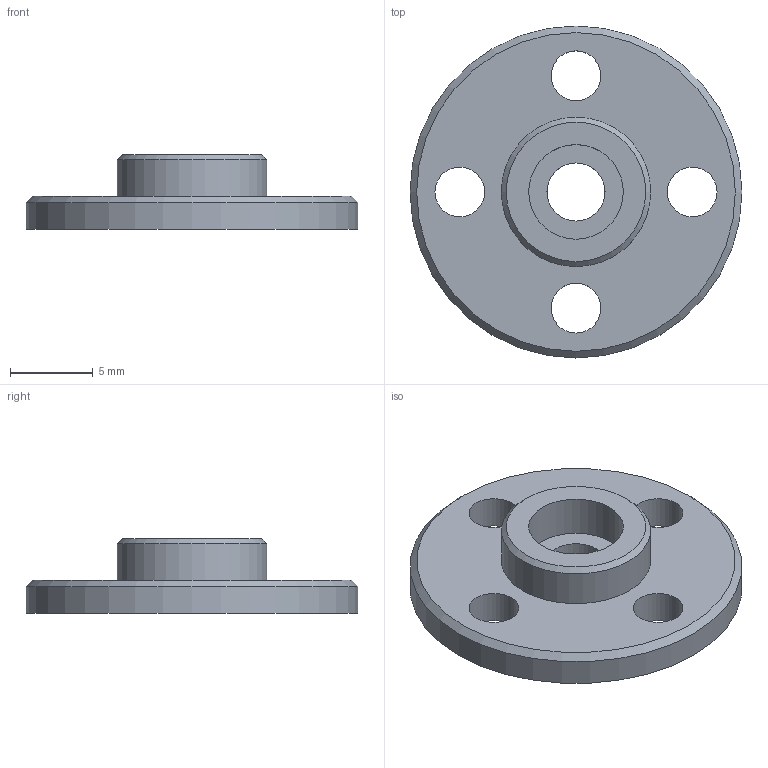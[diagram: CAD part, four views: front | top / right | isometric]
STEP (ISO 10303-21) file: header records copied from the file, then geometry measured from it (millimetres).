
FILE_DESCRIPTION(/* description */ (''),/* implementation_level */ '2;1');
FILE_NAME(/* name */ 'ServoHub v2.step',/* time_stamp */ '2023-03-14T16:54:57+01:00',/* author */ (''),/* organization */ (''),/* preprocessor_version */ 'ST-DEVELOPER v19.2',/* originating_system */ 'Autodesk Translation Framework v11.17.0.187',/* authorisation */ '');
FILE_SCHEMA (('AUTOMOTIVE_DESIGN { 1 0 10303 214 3 1 1 }'));
Length unit declared in the file: millimetre
Products named in the file (2): ServoHub; ServoHub_1
Assembly tree (1 placements, depth 2):
  ServoHub
    ServoHub_1
Bounding box: 20 x 20 x 4.5 mm (x, y, z)
Volume: 641.6 mm3; surface area: 871 mm2
Topology: 1 solids, 1 shells, 14 faces, 28 edges, 18 vertices
Faces by surface type: cylinder 8, plane 4, cone 2
Full cylindrical faces by diameter (mm): 3 x4, 3.5 x1, 5.7 x1, 9 x1, 20 x1
Entity records: 454 total; most frequent: DIRECTION 80, CARTESIAN_POINT 63, ORIENTED_EDGE 56, AXIS2_PLACEMENT_3D 35, EDGE_CURVE 28, EDGE_LOOP 26, CIRCLE 18, VERTEX_POINT 18
